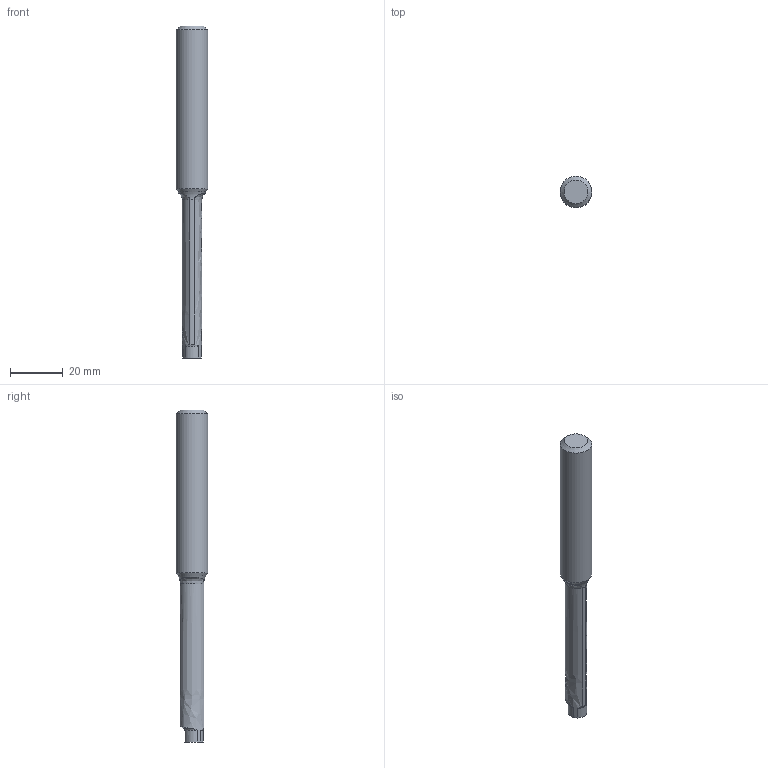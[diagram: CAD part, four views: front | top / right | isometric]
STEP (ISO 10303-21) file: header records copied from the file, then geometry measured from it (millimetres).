
FILE_DESCRIPTION(/* description */ (''),/* implementation_level */ '2;1');
FILE_NAME(/* name */ '1589870566788.stp',/* time_stamp */ '2020-05-19T12:12:57+06:00',/* author */ (''),/* organization */ ('SMS'),/* preprocessor_version */ 'ST-DEVELOPER v16.7',/* originating_system */ 'SIEMENS PLM Software NX 12.0',/* authorisation */ '');
FILE_SCHEMA (('AUTOMOTIVE_DESIGN { 1 0 10303 214 3 1 1 1 }'));
Length unit declared in the file: millimetre
Products named in the file (1): 202740607mod000_00
Bounding box: 12 x 12 x 126.1 mm (x, y, z)
Volume: 10286.6 mm3; surface area: 4117.6 mm2
Topology: 1 solids, 1 shells, 17 faces, 45 edges, 33 vertices
Faces by surface type: cylinder 5, torus 3, plane 3, bspline 3, cone 3
Full cylindrical faces by diameter (mm): 12 x1
Entity records: 1150 total; most frequent: CARTESIAN_POINT 735, ORIENTED_EDGE 80, DIRECTION 63, EDGE_CURVE 40, AXIS2_PLACEMENT_3D 31, VERTEX_POINT 29, B_SPLINE_CURVE_WITH_KNOTS 25, EDGE_LOOP 21
